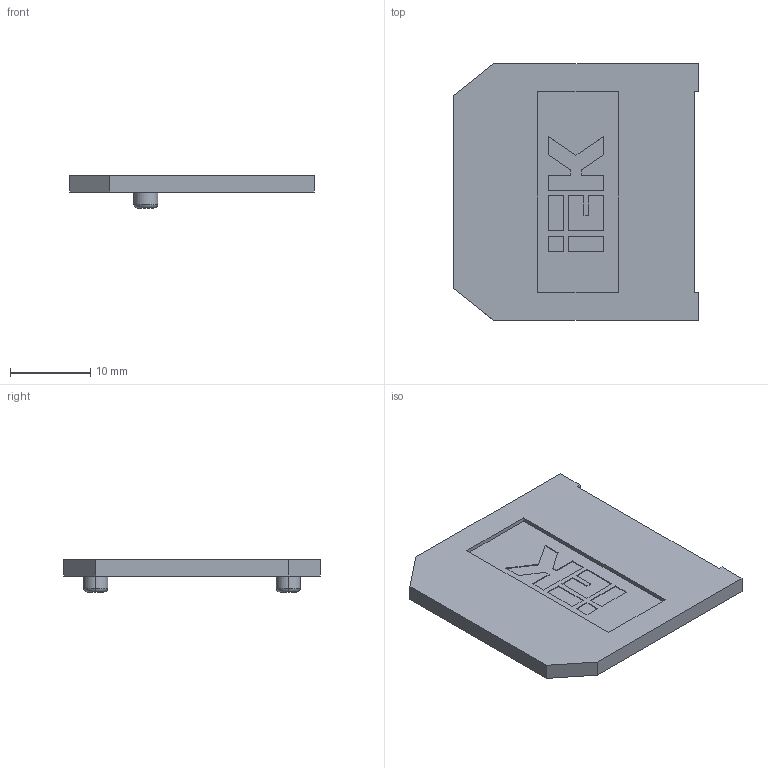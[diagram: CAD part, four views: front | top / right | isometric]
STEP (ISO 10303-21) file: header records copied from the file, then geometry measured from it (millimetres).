
FILE_DESCRIPTION (( 'STEP AP203' ), '1' );
FILE_NAME ('YZN10D-ZGL-006-K07 Çàãëóøêà äëÿ ÇÍÈ4-6ìì2(JXB35-50À)ñèíèé ÈÝÊ.STEP', '2016-08-25T07:11:19', ( '' ), ( '' ), 'SwSTEP 2.0', 'SolidWorks 2014', '' );
FILE_SCHEMA (( 'CONFIG_CONTROL_DESIGN' ));
Length unit declared in the file: millimetre
Products named in the file (1): YZN10D-ZGL-006-K07 Çàãëóøêà äëÿ ÇÍÈ4-6ìì2(JXB35-50À)ñèíèé        ÈÝÊ
Bounding box: 30.5 x 32 x 4 mm (x, y, z)
Volume: 1006.3 mm3; surface area: 2367.6 mm2
Topology: 1 solids, 1 shells, 86 faces, 211 edges, 138 vertices
Faces by surface type: plane 70, cylinder 12, torus 4
Entity records: 2576 total; most frequent: CARTESIAN_POINT 436, ORIENTED_EDGE 422, DIRECTION 413, EDGE_CURVE 211, VECTOR 183, LINE 183, VERTEX_POINT 138, AXIS2_PLACEMENT_3D 115
